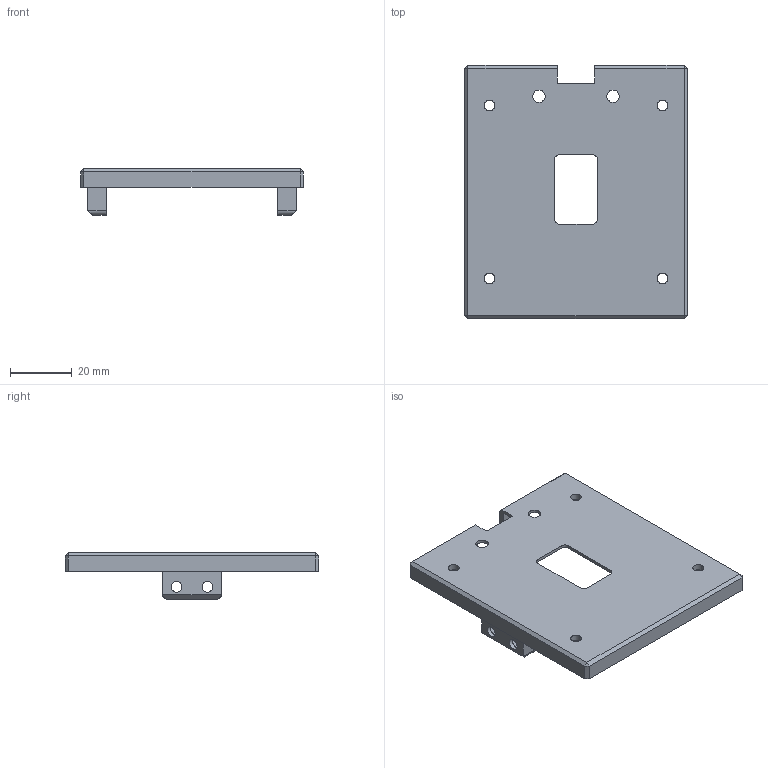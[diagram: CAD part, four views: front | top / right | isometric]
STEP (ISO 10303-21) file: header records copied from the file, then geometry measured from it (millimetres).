
FILE_DESCRIPTION(/* description */ (''),/* implementation_level */ '2;1');
FILE_NAME(/* name */ 'bodyA_longVersion v4.step',/* time_stamp */ '2021-02-20T16:49:36+01:00',/* author */ (''),/* organization */ (''),/* preprocessor_version */ 'ST-DEVELOPER v18.1',/* originating_system */ 'Autodesk Translation Framework v9.7.1.1290',/* authorisation */ '');
FILE_SCHEMA (('AUTOMOTIVE_DESIGN { 1 0 10303 214 3 1 1 }'));
Length unit declared in the file: millimetre
Products named in the file (1): bodyA_longVersion
Bounding box: 72 x 82 x 15 mm (x, y, z)
Volume: 16984.7 mm3; surface area: 15373.2 mm2
Topology: 1 solids, 1 shells, 138 faces, 362 edges, 232 vertices
Faces by surface type: plane 112, cylinder 26
Full cylindrical faces by diameter (mm): 3.5 x8, 4 x2
Entity records: 4254 total; most frequent: CARTESIAN_POINT 733, ORIENTED_EDGE 724, DIRECTION 688, EDGE_CURVE 362, LINE 314, VECTOR 314, VERTEX_POINT 232, AXIS2_PLACEMENT_3D 187
